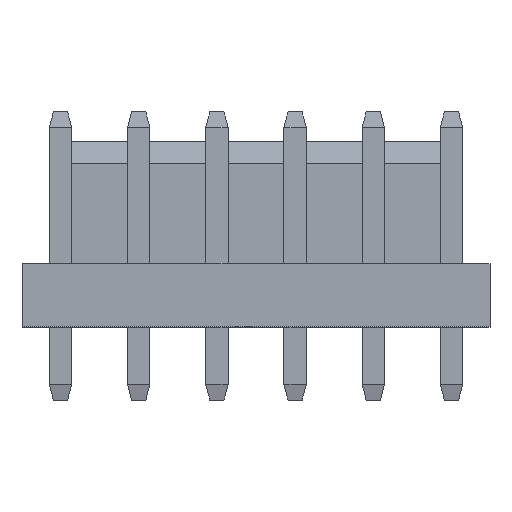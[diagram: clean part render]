
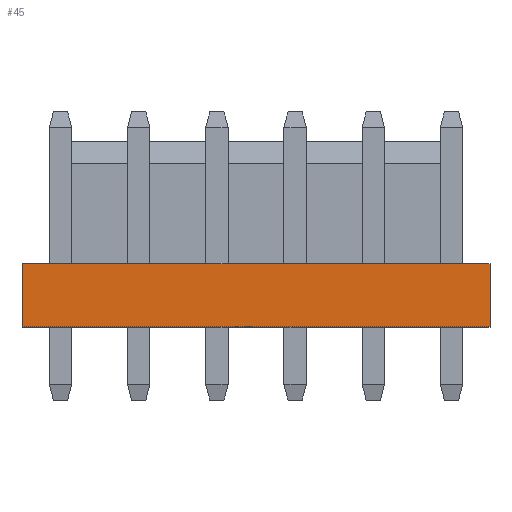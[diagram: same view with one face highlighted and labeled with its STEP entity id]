
A CAD part, top view. The second image highlights one B-rep face of the part: STEP entity #45.
In plain terms, the highlighted planar face has unit normal (0, 0, 1).
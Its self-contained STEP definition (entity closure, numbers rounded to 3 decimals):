
#11 = ORIENTED_EDGE ( 'NONE', *, *, #920, .F. ) ;
#15 = VECTOR ( 'NONE', #1408, 1000. ) ;
#27 = CARTESIAN_POINT ( 'NONE',  ( 21.75, 3.2, 4.8 ) ) ;
#45 = ADVANCED_FACE ( 'NONE', ( #743 ), #444, .T. ) ;
#62 = CARTESIAN_POINT ( 'NONE',  ( -1.95, 3.2, 4.8 ) ) ;
#156 = DIRECTION ( 'NONE',  ( 1., 0., 0. ) ) ;
#259 = CARTESIAN_POINT ( 'NONE',  ( -1.95, 3.2, 4.8 ) ) ;
#288 = LINE ( 'NONE', #1441, #757 ) ;
#340 = VERTEX_POINT ( 'NONE', #1082 ) ;
#433 = DIRECTION ( 'NONE',  ( 0., 0., 1. ) ) ;
#444 = PLANE ( 'NONE',  #484 ) ;
#448 = EDGE_CURVE ( 'NONE', #1376, #1184, #927, .T. ) ;
#484 = AXIS2_PLACEMENT_3D ( 'NONE', #720, #433, #592 ) ;
#540 = EDGE_CURVE ( 'NONE', #1184, #340, #288, .T. ) ;
#575 = ORIENTED_EDGE ( 'NONE', *, *, #540, .T. ) ;
#592 = DIRECTION ( 'NONE',  ( 1., 0., 0. ) ) ;
#636 = DIRECTION ( 'NONE',  ( 0., -1., 0. ) ) ;
#667 = CARTESIAN_POINT ( 'NONE',  ( -1.95, 0., 4.8 ) ) ;
#720 = CARTESIAN_POINT ( 'NONE',  ( -1.95, 0., 4.8 ) ) ;
#727 = VECTOR ( 'NONE', #1205, 1000. ) ;
#743 = FACE_OUTER_BOUND ( 'NONE', #1342, .T. ) ;
#757 = VECTOR ( 'NONE', #156, 1000. ) ;
#780 = CARTESIAN_POINT ( 'NONE',  ( 21.75, 3.2, 4.8 ) ) ;
#807 = VECTOR ( 'NONE', #636, 1000. ) ;
#920 = EDGE_CURVE ( 'NONE', #1376, #1423, #1543, .T. ) ;
#926 = ORIENTED_EDGE ( 'NONE', *, *, #1234, .F. ) ;
#927 = LINE ( 'NONE', #62, #807 ) ;
#1082 = CARTESIAN_POINT ( 'NONE',  ( 21.75, 0., 4.8 ) ) ;
#1184 = VERTEX_POINT ( 'NONE', #667 ) ;
#1205 = DIRECTION ( 'NONE',  ( 0., -1., 0. ) ) ;
#1234 = EDGE_CURVE ( 'NONE', #1423, #340, #1777, .T. ) ;
#1342 = EDGE_LOOP ( 'NONE', ( #926, #11, #1566, #575 ) ) ;
#1376 = VERTEX_POINT ( 'NONE', #1696 ) ;
#1408 = DIRECTION ( 'NONE',  ( 1., 0., 0. ) ) ;
#1423 = VERTEX_POINT ( 'NONE', #27 ) ;
#1441 = CARTESIAN_POINT ( 'NONE',  ( -1.95, 0., 4.8 ) ) ;
#1543 = LINE ( 'NONE', #259, #15 ) ;
#1566 = ORIENTED_EDGE ( 'NONE', *, *, #448, .T. ) ;
#1696 = CARTESIAN_POINT ( 'NONE',  ( -1.95, 3.2, 4.8 ) ) ;
#1777 = LINE ( 'NONE', #780, #727 ) ;
